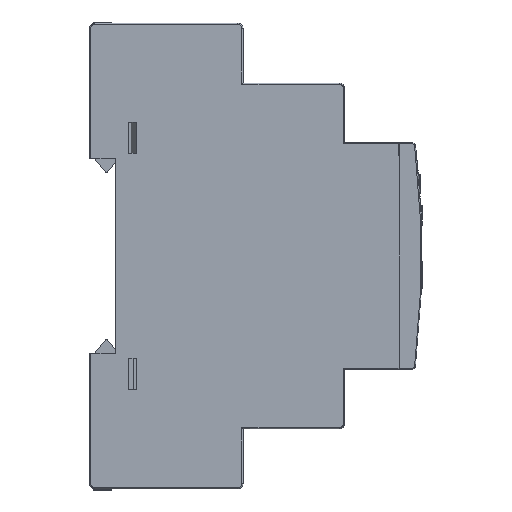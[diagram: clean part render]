
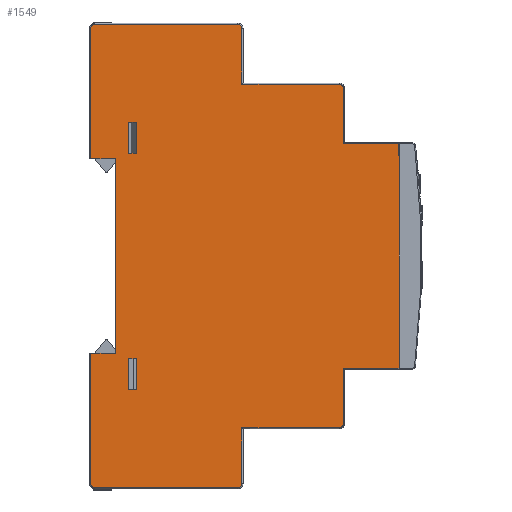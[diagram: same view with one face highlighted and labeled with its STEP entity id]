
A CAD part, left-side view. The second image highlights one B-rep face of the part: STEP entity #1549.
In plain terms, the highlighted planar face has unit normal (-1, 0, 0).
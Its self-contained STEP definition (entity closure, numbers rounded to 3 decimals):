
#1549=ADVANCED_FACE('',(#3013,#3015,#3017),#3019,.F.);
#3013=FACE_BOUND('',#3014,.T.);
#3014=EDGE_LOOP('',(#6990,#6991,#6992,#6993,#6994,#6995,#6996,#6997,#6998,#6999,
#7000,#7001,#7002,#7003,#7004,#7005,#7006,#7007,#7008,#7009,#7010,#7011));
#3015=FACE_BOUND('',#3016,.T.);
#3016=EDGE_LOOP('',(#7012,#7013,#7014,#7015));
#3017=FACE_BOUND('',#3018,.T.);
#3018=EDGE_LOOP('',(#7016,#7017,#7018,#7019));
#3019=PLANE('',#3020);
#3020=AXIS2_PLACEMENT_3D('',#3021,#3022,#3023);
#3021=CARTESIAN_POINT('',(0.,0.,0.));
#3022=DIRECTION('',(1.,0.,0.));
#3023=DIRECTION('',(0.,1.,0.));
#6990=ORIENTED_EDGE('',*,*,#9856,.F.);
#6991=ORIENTED_EDGE('',*,*,#9857,.F.);
#6992=ORIENTED_EDGE('',*,*,#9858,.F.);
#6993=ORIENTED_EDGE('',*,*,#9859,.F.);
#6994=ORIENTED_EDGE('',*,*,#9860,.F.);
#6995=ORIENTED_EDGE('',*,*,#9861,.F.);
#6996=ORIENTED_EDGE('',*,*,#9847,.F.);
#6997=ORIENTED_EDGE('',*,*,#9819,.F.);
#6998=ORIENTED_EDGE('',*,*,#9841,.F.);
#6999=ORIENTED_EDGE('',*,*,#9862,.F.);
#7000=ORIENTED_EDGE('',*,*,#9863,.F.);
#7001=ORIENTED_EDGE('',*,*,#9864,.F.);
#7002=ORIENTED_EDGE('',*,*,#9865,.F.);
#7003=ORIENTED_EDGE('',*,*,#9866,.F.);
#7004=ORIENTED_EDGE('',*,*,#9867,.F.);
#7005=ORIENTED_EDGE('',*,*,#9868,.F.);
#7006=ORIENTED_EDGE('',*,*,#9869,.F.);
#7007=ORIENTED_EDGE('',*,*,#9870,.F.);
#7008=ORIENTED_EDGE('',*,*,#9871,.F.);
#7009=ORIENTED_EDGE('',*,*,#9872,.F.);
#7010=ORIENTED_EDGE('',*,*,#9873,.F.);
#7011=ORIENTED_EDGE('',*,*,#9874,.F.);
#7012=ORIENTED_EDGE('',*,*,#9875,.T.);
#7013=ORIENTED_EDGE('',*,*,#9876,.T.);
#7014=ORIENTED_EDGE('',*,*,#9877,.T.);
#7015=ORIENTED_EDGE('',*,*,#9878,.T.);
#7016=ORIENTED_EDGE('',*,*,#9879,.T.);
#7017=ORIENTED_EDGE('',*,*,#9880,.T.);
#7018=ORIENTED_EDGE('',*,*,#9881,.T.);
#7019=ORIENTED_EDGE('',*,*,#9882,.T.);
#9819=EDGE_CURVE('',#11421,#11423,#11424,.T.);
#9841=EDGE_CURVE('',#11463,#11421,#11466,.T.);
#9847=EDGE_CURVE('',#11423,#11471,#11476,.T.);
#9856=EDGE_CURVE('',#11491,#11492,#11493,.T.);
#9857=EDGE_CURVE('',#11494,#11491,#11495,.T.);
#9858=EDGE_CURVE('',#11496,#11494,#11497,.T.);
#9859=EDGE_CURVE('',#11498,#11496,#11499,.T.);
#9860=EDGE_CURVE('',#11500,#11498,#11501,.T.);
#9861=EDGE_CURVE('',#11471,#11500,#11502,.T.);
#9862=EDGE_CURVE('',#11503,#11463,#11504,.T.);
#9863=EDGE_CURVE('',#11505,#11503,#11506,.T.);
#9864=EDGE_CURVE('',#11507,#11505,#11508,.T.);
#9865=EDGE_CURVE('',#11509,#11507,#11510,.T.);
#9866=EDGE_CURVE('',#11511,#11509,#11512,.T.);
#9867=EDGE_CURVE('',#11513,#11511,#11514,.T.);
#9868=EDGE_CURVE('',#11515,#11513,#11516,.T.);
#9869=EDGE_CURVE('',#11517,#11515,#11518,.T.);
#9870=EDGE_CURVE('',#11519,#11517,#11520,.T.);
#9871=EDGE_CURVE('',#11521,#11519,#11522,.T.);
#9872=EDGE_CURVE('',#11523,#11521,#11524,.T.);
#9873=EDGE_CURVE('',#11525,#11523,#11526,.T.);
#9874=EDGE_CURVE('',#11492,#11525,#11527,.T.);
#9875=EDGE_CURVE('',#11528,#11529,#11530,.T.);
#9876=EDGE_CURVE('',#11529,#11531,#11532,.T.);
#9877=EDGE_CURVE('',#11531,#11533,#11534,.T.);
#9878=EDGE_CURVE('',#11533,#11528,#11535,.T.);
#9879=EDGE_CURVE('',#11536,#11537,#11538,.T.);
#9880=EDGE_CURVE('',#11537,#11539,#11540,.T.);
#9881=EDGE_CURVE('',#11539,#11541,#11542,.T.);
#9882=EDGE_CURVE('',#11541,#11536,#11543,.T.);
#11421=VERTEX_POINT('',#14218);
#11423=VERTEX_POINT('',#14222);
#11424=LINE('',#14223,#14224);
#11463=VERTEX_POINT('',#14304);
#11466=LINE('',#14310,#14311);
#11471=VERTEX_POINT('',#14321);
#11476=LINE('',#14333,#14334);
#11491=VERTEX_POINT('',#14368);
#11492=VERTEX_POINT('',#14369);
#11493=LINE('',#14370,#14371);
#11494=VERTEX_POINT('',#14373);
#11495=LINE('',#14374,#14375);
#11496=VERTEX_POINT('',#14377);
#11497=CIRCLE('',#14378,0.8);
#11498=VERTEX_POINT('',#14382);
#11499=LINE('',#14383,#14384);
#11500=VERTEX_POINT('',#14386);
#11501=CIRCLE('',#14387,0.8);
#11502=LINE('',#14391,#14392);
#11503=VERTEX_POINT('',#14394);
#11504=LINE('',#14395,#14396);
#11505=VERTEX_POINT('',#14398);
#11506=CIRCLE('',#14399,0.8);
#11507=VERTEX_POINT('',#14403);
#11508=LINE('',#14404,#14405);
#11509=VERTEX_POINT('',#14407);
#11510=CIRCLE('',#14408,0.8);
#11511=VERTEX_POINT('',#14412);
#11512=LINE('',#14413,#14414);
#11513=VERTEX_POINT('',#14416);
#11514=LINE('',#14417,#14418);
#11515=VERTEX_POINT('',#14420);
#11516=CIRCLE('',#14421,0.8);
#11517=VERTEX_POINT('',#14425);
#11518=LINE('',#14426,#14427);
#11519=VERTEX_POINT('',#14429);
#11520=LINE('',#14430,#14431);
#11521=VERTEX_POINT('',#14433);
#11522=LINE('',#14434,#14435);
#11523=VERTEX_POINT('',#14437);
#11524=LINE('',#14438,#14439);
#11525=VERTEX_POINT('',#14441);
#11526=LINE('',#14442,#14443);
#11527=CIRCLE('',#14445,0.8);
#11528=VERTEX_POINT('',#14449);
#11529=VERTEX_POINT('',#14450);
#11530=LINE('',#14451,#14452);
#11531=VERTEX_POINT('',#14454);
#11532=LINE('',#14455,#14456);
#11533=VERTEX_POINT('',#14458);
#11534=LINE('',#14459,#14460);
#11535=LINE('',#14462,#14463);
#11536=VERTEX_POINT('',#14465);
#11537=VERTEX_POINT('',#14466);
#11538=LINE('',#14467,#14468);
#11539=VERTEX_POINT('',#14470);
#11540=LINE('',#14471,#14472);
#11541=VERTEX_POINT('',#14474);
#11542=LINE('',#14475,#14476);
#11543=LINE('',#14478,#14479);
#14218=CARTESIAN_POINT('',(0.,24.75,-18.75));
#14222=CARTESIAN_POINT('',(0.,24.75,18.75));
#14223=CARTESIAN_POINT('',(0.,24.75,-18.75));
#14224=VECTOR('',#14225,1.);
#14225=DIRECTION('',(0.,0.,1.));
#14304=CARTESIAN_POINT('',(0.,29.55,-18.75));
#14310=CARTESIAN_POINT('',(0.,29.55,-18.75));
#14311=VECTOR('',#14312,1.);
#14312=DIRECTION('',(0.,-1.,0.));
#14321=CARTESIAN_POINT('',(0.,29.55,18.75));
#14333=CARTESIAN_POINT('',(0.,24.75,18.75));
#14334=VECTOR('',#14335,1.);
#14335=DIRECTION('',(0.,1.,0.));
#14368=CARTESIAN_POINT('',(0.,0.45,33.05));
#14369=CARTESIAN_POINT('',(0.,-18.25,33.05));
#14370=CARTESIAN_POINT('',(0.,0.45,33.05));
#14371=VECTOR('',#14372,1.);
#14372=DIRECTION('',(0.,-1.,0.));
#14373=CARTESIAN_POINT('',(0.,0.45,43.75));
#14374=CARTESIAN_POINT('',(0.,0.45,43.75));
#14375=VECTOR('',#14376,1.);
#14376=DIRECTION('',(0.,0.,-1.));
#14377=CARTESIAN_POINT('',(0.,1.25,44.55));
#14378=AXIS2_PLACEMENT_3D('',#14379,#14380,#14381);
#14379=CARTESIAN_POINT('',(0.,1.25,43.75));
#14380=DIRECTION('',(1.,0.,0.));
#14381=DIRECTION('',(0.,0.,1.));
#14382=CARTESIAN_POINT('',(0.,28.75,44.55));
#14383=CARTESIAN_POINT('',(0.,28.75,44.55));
#14384=VECTOR('',#14385,1.);
#14385=DIRECTION('',(0.,-1.,0.));
#14386=CARTESIAN_POINT('',(0.,29.55,43.75));
#14387=AXIS2_PLACEMENT_3D('',#14388,#14389,#14390);
#14388=CARTESIAN_POINT('',(0.,28.75,43.75));
#14389=DIRECTION('',(1.,0.,0.));
#14390=DIRECTION('',(0.,1.,0.));
#14391=CARTESIAN_POINT('',(0.,29.55,18.75));
#14392=VECTOR('',#14393,1.);
#14393=DIRECTION('',(0.,0.,1.));
#14394=CARTESIAN_POINT('',(0.,29.55,-43.75));
#14395=CARTESIAN_POINT('',(0.,29.55,-43.75));
#14396=VECTOR('',#14397,1.);
#14397=DIRECTION('',(0.,0.,1.));
#14398=CARTESIAN_POINT('',(0.,28.75,-44.55));
#14399=AXIS2_PLACEMENT_3D('',#14400,#14401,#14402);
#14400=CARTESIAN_POINT('',(0.,28.75,-43.75));
#14401=DIRECTION('',(1.,0.,0.));
#14402=DIRECTION('',(0.,0.,-1.));
#14403=CARTESIAN_POINT('',(0.,1.25,-44.55));
#14404=CARTESIAN_POINT('',(0.,1.25,-44.55));
#14405=VECTOR('',#14406,1.);
#14406=DIRECTION('',(0.,1.,0.));
#14407=CARTESIAN_POINT('',(0.,0.45,-43.75));
#14408=AXIS2_PLACEMENT_3D('',#14409,#14410,#14411);
#14409=CARTESIAN_POINT('',(0.,1.25,-43.75));
#14410=DIRECTION('',(1.,0.,0.));
#14411=DIRECTION('',(0.,-1.,0.));
#14412=CARTESIAN_POINT('',(0.,0.45,-33.05));
#14413=CARTESIAN_POINT('',(0.,0.45,-33.05));
#14414=VECTOR('',#14415,1.);
#14415=DIRECTION('',(0.,0.,-1.));
#14416=CARTESIAN_POINT('',(0.,-18.25,-33.05));
#14417=CARTESIAN_POINT('',(0.,-18.25,-33.05));
#14418=VECTOR('',#14419,1.);
#14419=DIRECTION('',(0.,1.,0.));
#14420=CARTESIAN_POINT('',(0.,-19.05,-32.25));
#14421=AXIS2_PLACEMENT_3D('',#14422,#14423,#14424);
#14422=CARTESIAN_POINT('',(0.,-18.25,-32.25));
#14423=DIRECTION('',(1.,0.,0.));
#14424=DIRECTION('',(0.,-1.,0.));
#14425=CARTESIAN_POINT('',(0.,-19.05,-21.55));
#14426=CARTESIAN_POINT('',(0.,-19.05,-21.55));
#14427=VECTOR('',#14428,1.);
#14428=DIRECTION('',(0.,0.,-1.));
#14429=CARTESIAN_POINT('',(0.,-29.75,-21.55));
#14430=CARTESIAN_POINT('',(0.,-29.75,-21.55));
#14431=VECTOR('',#14432,1.);
#14432=DIRECTION('',(0.,1.,0.));
#14433=CARTESIAN_POINT('',(0.,-29.75,21.55));
#14434=CARTESIAN_POINT('',(0.,-29.75,21.55));
#14435=VECTOR('',#14436,1.);
#14436=DIRECTION('',(0.,0.,-1.));
#14437=CARTESIAN_POINT('',(0.,-19.05,21.55));
#14438=CARTESIAN_POINT('',(0.,-19.05,21.55));
#14439=VECTOR('',#14440,1.);
#14440=DIRECTION('',(0.,-1.,0.));
#14441=CARTESIAN_POINT('',(0.,-19.05,32.25));
#14442=CARTESIAN_POINT('',(0.,-19.05,32.25));
#14443=VECTOR('',#14444,1.);
#14444=DIRECTION('',(0.,0.,-1.));
#14445=AXIS2_PLACEMENT_3D('',#14446,#14447,#14448);
#14446=CARTESIAN_POINT('',(0.,-18.25,32.25));
#14447=DIRECTION('',(1.,0.,0.));
#14448=DIRECTION('',(0.,0.,1.));
#14449=CARTESIAN_POINT('',(0.,20.75,-25.75));
#14450=CARTESIAN_POINT('',(0.,22.25,-25.75));
#14451=CARTESIAN_POINT('',(0.,20.75,-25.75));
#14452=VECTOR('',#14453,1.);
#14453=DIRECTION('',(0.,1.,0.));
#14454=CARTESIAN_POINT('',(0.,22.25,-19.75));
#14455=CARTESIAN_POINT('',(0.,22.25,-25.75));
#14456=VECTOR('',#14457,1.);
#14457=DIRECTION('',(0.,0.,1.));
#14458=CARTESIAN_POINT('',(0.,20.75,-19.75));
#14459=CARTESIAN_POINT('',(0.,22.25,-19.75));
#14460=VECTOR('',#14461,1.);
#14461=DIRECTION('',(0.,-1.,0.));
#14462=CARTESIAN_POINT('',(0.,20.75,-19.75));
#14463=VECTOR('',#14464,1.);
#14464=DIRECTION('',(0.,0.,-1.));
#14465=CARTESIAN_POINT('',(0.,20.75,19.75));
#14466=CARTESIAN_POINT('',(0.,22.25,19.75));
#14467=CARTESIAN_POINT('',(0.,20.75,19.75));
#14468=VECTOR('',#14469,1.);
#14469=DIRECTION('',(0.,1.,0.));
#14470=CARTESIAN_POINT('',(0.,22.25,25.75));
#14471=CARTESIAN_POINT('',(0.,22.25,19.75));
#14472=VECTOR('',#14473,1.);
#14473=DIRECTION('',(0.,0.,1.));
#14474=CARTESIAN_POINT('',(0.,20.75,25.75));
#14475=CARTESIAN_POINT('',(0.,22.25,25.75));
#14476=VECTOR('',#14477,1.);
#14477=DIRECTION('',(0.,-1.,0.));
#14478=CARTESIAN_POINT('',(0.,20.75,25.75));
#14479=VECTOR('',#14480,1.);
#14480=DIRECTION('',(0.,0.,-1.));
